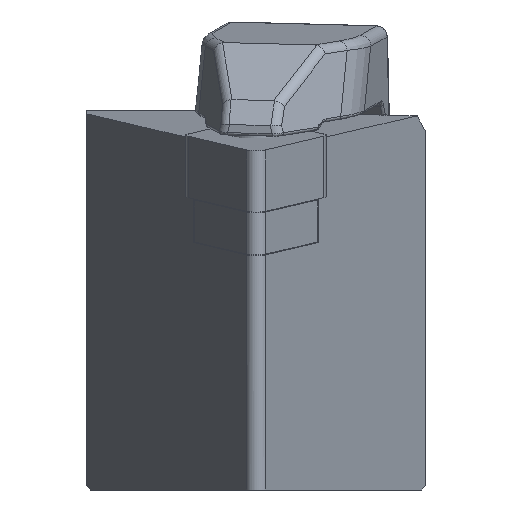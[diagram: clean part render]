
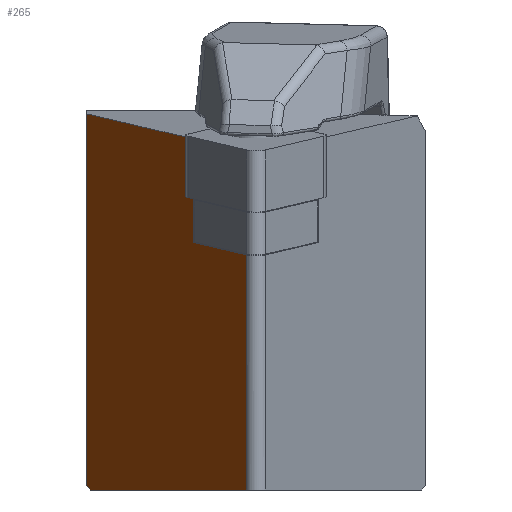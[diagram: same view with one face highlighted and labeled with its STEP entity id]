
A CAD part, left-side view. The second image highlights one B-rep face of the part: STEP entity #265.
In plain terms, the highlighted planar face has unit normal (-0.458, 0.887, -0.056).
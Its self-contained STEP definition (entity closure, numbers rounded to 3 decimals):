
#265=ADVANCED_FACE('',(#453),#393,.F.);
#393=PLANE('',#2276);
#453=FACE_OUTER_BOUND('',#576,.T.);
#576=EDGE_LOOP('',(#1115,#1116,#1117,#1118,#1119,#1120,#1121,#1122));
#704=LINE('',#3138,#887);
#710=LINE('',#3158,#893);
#735=LINE('',#3209,#918);
#738=LINE('',#3215,#921);
#739=LINE('',#3217,#922);
#740=LINE('',#3218,#923);
#741=LINE('',#3220,#924);
#742=LINE('',#3222,#925);
#887=VECTOR('',#2499,1.);
#893=VECTOR('',#2515,1.);
#918=VECTOR('',#2548,1.);
#921=VECTOR('',#2555,1.);
#922=VECTOR('',#2556,1.);
#923=VECTOR('',#2557,1.);
#924=VECTOR('',#2558,1.);
#925=VECTOR('',#2559,1.);
#1115=ORIENTED_EDGE('',*,*,#1927,.T.);
#1116=ORIENTED_EDGE('',*,*,#1889,.T.);
#1117=ORIENTED_EDGE('',*,*,#1928,.F.);
#1118=ORIENTED_EDGE('',*,*,#1898,.F.);
#1119=ORIENTED_EDGE('',*,*,#1924,.F.);
#1120=ORIENTED_EDGE('',*,*,#1929,.F.);
#1121=ORIENTED_EDGE('',*,*,#1930,.F.);
#1122=ORIENTED_EDGE('',*,*,#1931,.T.);
#1695=VERTEX_POINT('',#3135);
#1696=VERTEX_POINT('',#3137);
#1705=VERTEX_POINT('',#3157);
#1706=VERTEX_POINT('',#3159);
#1727=VERTEX_POINT('',#3208);
#1729=VERTEX_POINT('',#3216);
#1730=VERTEX_POINT('',#3219);
#1731=VERTEX_POINT('',#3221);
#1889=EDGE_CURVE('',#1695,#1696,#704,.T.);
#1898=EDGE_CURVE('',#1705,#1706,#710,.T.);
#1924=EDGE_CURVE('',#1727,#1705,#735,.T.);
#1927=EDGE_CURVE('',#1729,#1695,#738,.T.);
#1928=EDGE_CURVE('',#1706,#1696,#739,.T.);
#1929=EDGE_CURVE('',#1730,#1727,#740,.T.);
#1930=EDGE_CURVE('',#1731,#1730,#741,.T.);
#1931=EDGE_CURVE('',#1731,#1729,#742,.T.);
#2276=AXIS2_PLACEMENT_3D('',#3223,#2560,#2561);
#2499=DIRECTION('',(0.88,0.462,0.108));
#2515=DIRECTION('',(-0.88,-0.462,-0.108));
#2548=DIRECTION('',(-0.122,0.,0.993));
#2555=DIRECTION('',(0.88,0.462,0.108));
#2556=DIRECTION('',(0.122,0.,-0.993));
#2557=DIRECTION('',(0.788,0.435,0.435));
#2558=DIRECTION('',(0.888,0.459,0.));
#2559=DIRECTION('',(-0.122,0.,0.993));
#2560=DIRECTION('',(0.458,-0.887,0.056));
#2561=DIRECTION('',(0.888,0.459,0.));
#3135=CARTESIAN_POINT('',(10.47,-7.89,-6.714));
#3137=CARTESIAN_POINT('',(10.494,-7.878,-6.711));
#3138=CARTESIAN_POINT('',(3.034,-11.79,-7.627));
#3157=CARTESIAN_POINT('',(24.583,0.,2.716));
#3158=CARTESIAN_POINT('',(2.103,-11.79,-0.044));
#3159=CARTESIAN_POINT('',(9.563,-7.878,0.872));
#3208=CARTESIAN_POINT('',(27.95,0.,-24.7));
#3209=CARTESIAN_POINT('',(29.421,0.,-36.688));
#3215=CARTESIAN_POINT('',(3.034,-11.79,-7.627));
#3216=CARTESIAN_POINT('',(3.034,-11.79,-7.627));
#3217=CARTESIAN_POINT('',(9.275,-7.878,3.214));
#3218=CARTESIAN_POINT('',(5.789,-12.225,-36.925));
#3219=CARTESIAN_POINT('',(27.406,-0.3,-25.));
#3220=CARTESIAN_POINT('',(6.567,-11.067,-25.));
#3221=CARTESIAN_POINT('',(5.167,-11.79,-25.));
#3222=CARTESIAN_POINT('',(6.941,-11.79,-39.448));
#3223=CARTESIAN_POINT('',(6.941,-11.79,-39.448));
